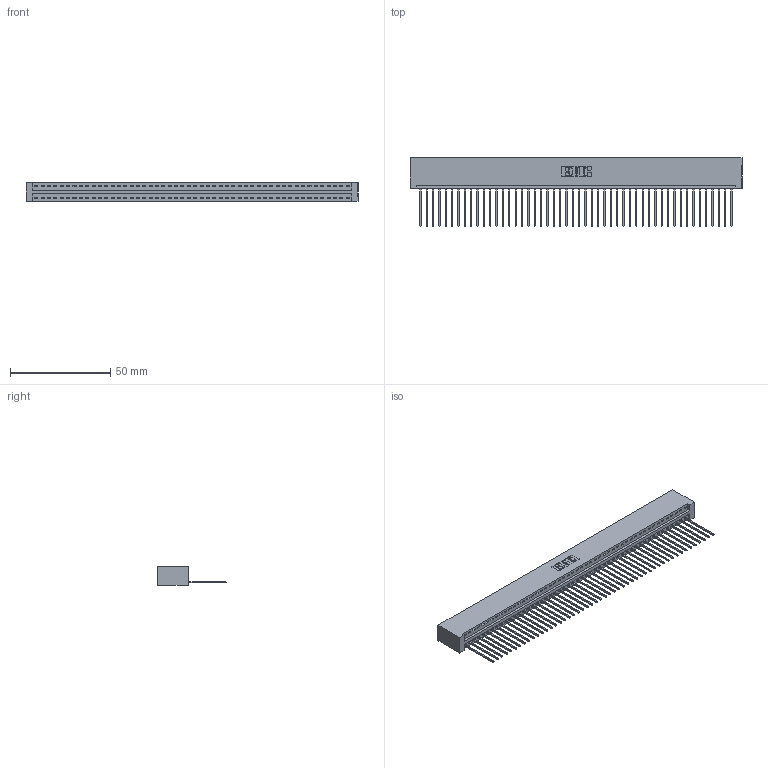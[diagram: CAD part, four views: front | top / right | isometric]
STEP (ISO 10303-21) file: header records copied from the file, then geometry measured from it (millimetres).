
FILE_DESCRIPTION (( 'STEP AP203' ), '1' );
FILE_NAME ('346-050-541-101.STEP', '2018-08-27T22:20:00', ( '' ), ( '' ), 'SwSTEP 2.0', 'SolidWorks 2016', '' );
FILE_SCHEMA (( 'CONFIG_CONTROL_DESIGN' ));
Length unit declared in the file: inch
Products named in the file (3): 346 Part_No Mounting Lugs; 345-292-001_345-293-141; 346-050-541-101
Assembly tree (51 placements, depth 2):
  346-050-541-101
    346 Part_No Mounting Lugs
    345-292-001_345-293-141  x50
Bounding box: 165.99 x 34.29 x 9.4 mm (x, y, z)
Volume: 16658.4 mm3; surface area: 21967.8 mm2
Topology: 51 solids, 51 shells, 3014 faces, 9105 edges, 6002 vertices
Faces by surface type: plane 2072, cylinder 942
Entity records: 29695 total; most frequent: CARTESIAN_POINT 5094, ORIENTED_EDGE 5078, DIRECTION 4479, EDGE_CURVE 2539, VECTOR 2215, LINE 2215, VERTEX_POINT 1690, AXIS2_PLACEMENT_3D 1132
